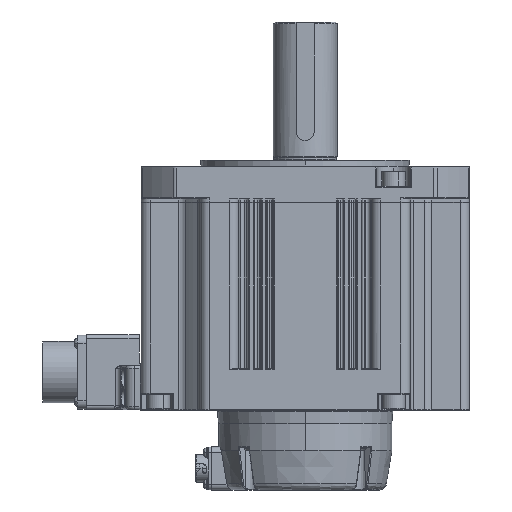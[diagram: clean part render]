
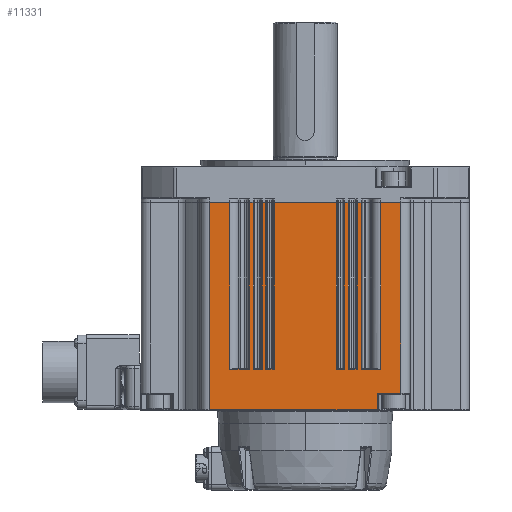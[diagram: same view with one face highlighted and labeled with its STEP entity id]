
A CAD part, left-side view. The second image highlights one B-rep face of the part: STEP entity #11331.
In plain terms, the highlighted planar face has unit normal (-1, 0, 0).
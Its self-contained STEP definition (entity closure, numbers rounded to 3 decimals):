
#139=CARTESIAN_POINT('',(-90.,52.5,44.5));
#140=VERTEX_POINT('',#139);
#148=CARTESIAN_POINT('',(-90.,41.337,44.5));
#149=VERTEX_POINT('',#148);
#150=CARTESIAN_POINT('',(-90.,52.5,44.5));
#151=DIRECTION('',(0.,-1.,0.));
#152=VECTOR('',#151,11.163);
#153=LINE('',#150,#152);
#154=EDGE_CURVE('',#140,#149,#153,.T.);
#209=CARTESIAN_POINT('',(-90.,30.624,44.5));
#210=VERTEX_POINT('',#209);
#218=CARTESIAN_POINT('',(-90.,28.54,44.5));
#219=VERTEX_POINT('',#218);
#220=CARTESIAN_POINT('',(-90.,30.624,44.5));
#221=DIRECTION('',(0.,-1.,0.));
#222=VECTOR('',#221,2.084);
#223=LINE('',#220,#222);
#224=EDGE_CURVE('',#210,#219,#223,.T.);
#278=CARTESIAN_POINT('',(-90.,23.624,44.5));
#279=VERTEX_POINT('',#278);
#287=CARTESIAN_POINT('',(-90.,21.54,44.5));
#288=VERTEX_POINT('',#287);
#289=CARTESIAN_POINT('',(-90.,23.624,44.5));
#290=DIRECTION('',(0.,-1.,0.));
#291=VECTOR('',#290,2.084);
#292=LINE('',#289,#291);
#293=EDGE_CURVE('',#279,#288,#292,.T.);
#347=CARTESIAN_POINT('',(-90.,17.042,44.5));
#348=VERTEX_POINT('',#347);
#356=CARTESIAN_POINT('',(-90.,-17.042,44.5));
#357=VERTEX_POINT('',#356);
#358=CARTESIAN_POINT('',(-90.,17.042,44.5));
#359=DIRECTION('',(0.,-1.,0.));
#360=VECTOR('',#359,34.084);
#361=LINE('',#358,#360);
#362=EDGE_CURVE('',#348,#357,#361,.T.);
#416=CARTESIAN_POINT('',(-90.,-21.54,44.5));
#417=VERTEX_POINT('',#416);
#425=CARTESIAN_POINT('',(-90.,-23.624,44.5));
#426=VERTEX_POINT('',#425);
#427=CARTESIAN_POINT('',(-90.,-21.54,44.5));
#428=DIRECTION('',(0.,-1.,0.));
#429=VECTOR('',#428,2.084);
#430=LINE('',#427,#429);
#431=EDGE_CURVE('',#417,#426,#430,.T.);
#485=CARTESIAN_POINT('',(-90.,-28.54,44.5));
#486=VERTEX_POINT('',#485);
#494=CARTESIAN_POINT('',(-90.,-30.624,44.5));
#495=VERTEX_POINT('',#494);
#496=CARTESIAN_POINT('',(-90.,-28.54,44.5));
#497=DIRECTION('',(0.,-1.,0.));
#498=VECTOR('',#497,2.084);
#499=LINE('',#496,#498);
#500=EDGE_CURVE('',#486,#495,#499,.T.);
#555=CARTESIAN_POINT('',(-90.,-41.337,44.5));
#556=VERTEX_POINT('',#555);
#564=CARTESIAN_POINT('',(-90.,-52.5,44.5));
#565=VERTEX_POINT('',#564);
#566=CARTESIAN_POINT('',(-90.,-41.337,44.5));
#567=DIRECTION('',(0.,-1.,0.));
#568=VECTOR('',#567,11.163);
#569=LINE('',#566,#568);
#570=EDGE_CURVE('',#556,#565,#569,.T.);
#3462=CARTESIAN_POINT('',(-90.,52.5,-69.));
#3463=VERTEX_POINT('',#3462);
#3471=CARTESIAN_POINT('',(-90.,52.5,44.5));
#3472=DIRECTION('',(0.,0.,-1.));
#3473=VECTOR('',#3472,113.5);
#3474=LINE('',#3471,#3473);
#3475=EDGE_CURVE('',#140,#3463,#3474,.T.);
#3601=CARTESIAN_POINT('',(-90.,30.624,-47.));
#3602=VERTEX_POINT('',#3601);
#3610=CARTESIAN_POINT('',(-90.,30.624,44.5));
#3611=DIRECTION('',(0.,0.,-1.));
#3612=VECTOR('',#3611,91.5);
#3613=LINE('',#3610,#3612);
#3614=EDGE_CURVE('',#210,#3602,#3613,.T.);
#3625=CARTESIAN_POINT('',(-90.,28.54,-47.));
#3626=VERTEX_POINT('',#3625);
#3627=CARTESIAN_POINT('',(-90.,28.54,44.5));
#3628=DIRECTION('',(0.,0.,-1.));
#3629=VECTOR('',#3628,91.5);
#3630=LINE('',#3627,#3629);
#3631=EDGE_CURVE('',#219,#3626,#3630,.T.);
#3747=CARTESIAN_POINT('',(-90.,23.624,-47.));
#3748=VERTEX_POINT('',#3747);
#3756=CARTESIAN_POINT('',(-90.,23.624,44.5));
#3757=DIRECTION('',(0.,0.,-1.));
#3758=VECTOR('',#3757,91.5);
#3759=LINE('',#3756,#3758);
#3760=EDGE_CURVE('',#279,#3748,#3759,.T.);
#3771=CARTESIAN_POINT('',(-90.,21.54,-47.));
#3772=VERTEX_POINT('',#3771);
#3773=CARTESIAN_POINT('',(-90.,21.54,44.5));
#3774=DIRECTION('',(0.,0.,-1.));
#3775=VECTOR('',#3774,91.5);
#3776=LINE('',#3773,#3775);
#3777=EDGE_CURVE('',#288,#3772,#3776,.T.);
#3893=CARTESIAN_POINT('',(-90.,17.042,-47.));
#3894=VERTEX_POINT('',#3893);
#3902=CARTESIAN_POINT('',(-90.,17.042,44.5));
#3903=DIRECTION('',(0.,0.,-1.));
#3904=VECTOR('',#3903,91.5);
#3905=LINE('',#3902,#3904);
#3906=EDGE_CURVE('',#348,#3894,#3905,.T.);
#3917=CARTESIAN_POINT('',(-90.,-17.042,-47.));
#3918=VERTEX_POINT('',#3917);
#3919=CARTESIAN_POINT('',(-90.,-17.042,44.5));
#3920=DIRECTION('',(0.,0.,-1.));
#3921=VECTOR('',#3920,91.5);
#3922=LINE('',#3919,#3921);
#3923=EDGE_CURVE('',#357,#3918,#3922,.T.);
#4039=CARTESIAN_POINT('',(-90.,-21.54,-47.));
#4040=VERTEX_POINT('',#4039);
#4048=CARTESIAN_POINT('',(-90.,-21.54,44.5));
#4049=DIRECTION('',(0.,0.,-1.));
#4050=VECTOR('',#4049,91.5);
#4051=LINE('',#4048,#4050);
#4052=EDGE_CURVE('',#417,#4040,#4051,.T.);
#4063=CARTESIAN_POINT('',(-90.,-23.624,-47.));
#4064=VERTEX_POINT('',#4063);
#4065=CARTESIAN_POINT('',(-90.,-23.624,44.5));
#4066=DIRECTION('',(0.,0.,-1.));
#4067=VECTOR('',#4066,91.5);
#4068=LINE('',#4065,#4067);
#4069=EDGE_CURVE('',#426,#4064,#4068,.T.);
#4185=CARTESIAN_POINT('',(-90.,-28.54,-47.));
#4186=VERTEX_POINT('',#4185);
#4194=CARTESIAN_POINT('',(-90.,-28.54,44.5));
#4195=DIRECTION('',(0.,0.,-1.));
#4196=VECTOR('',#4195,91.5);
#4197=LINE('',#4194,#4196);
#4198=EDGE_CURVE('',#486,#4186,#4197,.T.);
#4209=CARTESIAN_POINT('',(-90.,-30.624,-47.));
#4210=VERTEX_POINT('',#4209);
#4211=CARTESIAN_POINT('',(-90.,-30.624,44.5));
#4212=DIRECTION('',(0.,0.,-1.));
#4213=VECTOR('',#4212,91.5);
#4214=LINE('',#4211,#4213);
#4215=EDGE_CURVE('',#495,#4210,#4214,.T.);
#4348=CARTESIAN_POINT('',(-90.,-52.5,-60.));
#4349=VERTEX_POINT('',#4348);
#4350=CARTESIAN_POINT('',(-90.,-52.5,44.5));
#4351=DIRECTION('',(0.,0.,-1.));
#4352=VECTOR('',#4351,104.5);
#4353=LINE('',#4350,#4352);
#4354=EDGE_CURVE('',#565,#4349,#4353,.T.);
#11231=CARTESIAN_POINT('',(-90.,52.5,68.052));
#11232=DIRECTION('',(0.,0.,1.));
#11233=DIRECTION('',(-1.,0.,0.));
#11234=AXIS2_PLACEMENT_3D('',#11231,#11233,#11232);
#11235=PLANE('',#11234);
#11236=CARTESIAN_POINT('',(-90.,-39.5,-69.));
#11237=VERTEX_POINT('',#11236);
#11238=CARTESIAN_POINT('',(-90.,-39.5,-60.));
#11239=VERTEX_POINT('',#11238);
#11240=CARTESIAN_POINT('',(-90.,-39.5,-69.));
#11241=DIRECTION('',(0.,0.,1.));
#11242=VECTOR('',#11241,9.);
#11243=LINE('',#11240,#11242);
#11244=EDGE_CURVE('',#11237,#11239,#11243,.T.);
#11245=ORIENTED_EDGE('',*,*,#11244,.T.);
#11246=CARTESIAN_POINT('',(-90.,-39.5,-60.));
#11247=DIRECTION('',(0.,-1.,0.));
#11248=VECTOR('',#11247,13.);
#11249=LINE('',#11246,#11248);
#11250=EDGE_CURVE('',#11239,#4349,#11249,.T.);
#11251=ORIENTED_EDGE('',*,*,#11250,.T.);
#11252=ORIENTED_EDGE('',*,*,#4354,.F.);
#11253=ORIENTED_EDGE('',*,*,#570,.F.);
#11254=CARTESIAN_POINT('',(-90.,-41.337,-47.));
#11255=VERTEX_POINT('',#11254);
#11256=CARTESIAN_POINT('',(-90.,-41.337,44.5));
#11257=DIRECTION('',(0.,0.,-1.));
#11258=VECTOR('',#11257,91.5);
#11259=LINE('',#11256,#11258);
#11260=EDGE_CURVE('',#556,#11255,#11259,.T.);
#11261=ORIENTED_EDGE('',*,*,#11260,.T.);
#11262=CARTESIAN_POINT('',(-90.,-41.337,-47.));
#11263=DIRECTION('',(0.,1.,0.));
#11264=VECTOR('',#11263,10.712);
#11265=LINE('',#11262,#11264);
#11266=EDGE_CURVE('',#11255,#4210,#11265,.T.);
#11267=ORIENTED_EDGE('',*,*,#11266,.T.);
#11268=ORIENTED_EDGE('',*,*,#4215,.F.);
#11269=ORIENTED_EDGE('',*,*,#500,.F.);
#11270=ORIENTED_EDGE('',*,*,#4198,.T.);
#11271=CARTESIAN_POINT('',(-90.,-28.54,-47.));
#11272=DIRECTION('',(0.,1.,0.));
#11273=VECTOR('',#11272,4.916);
#11274=LINE('',#11271,#11273);
#11275=EDGE_CURVE('',#4186,#4064,#11274,.T.);
#11276=ORIENTED_EDGE('',*,*,#11275,.T.);
#11277=ORIENTED_EDGE('',*,*,#4069,.F.);
#11278=ORIENTED_EDGE('',*,*,#431,.F.);
#11279=ORIENTED_EDGE('',*,*,#4052,.T.);
#11280=CARTESIAN_POINT('',(-90.,-21.54,-47.));
#11281=DIRECTION('',(0.,1.,0.));
#11282=VECTOR('',#11281,4.499);
#11283=LINE('',#11280,#11282);
#11284=EDGE_CURVE('',#4040,#3918,#11283,.T.);
#11285=ORIENTED_EDGE('',*,*,#11284,.T.);
#11286=ORIENTED_EDGE('',*,*,#3923,.F.);
#11287=ORIENTED_EDGE('',*,*,#362,.F.);
#11288=ORIENTED_EDGE('',*,*,#3906,.T.);
#11289=CARTESIAN_POINT('',(-90.,17.042,-47.));
#11290=DIRECTION('',(0.,1.,0.));
#11291=VECTOR('',#11290,4.499);
#11292=LINE('',#11289,#11291);
#11293=EDGE_CURVE('',#3894,#3772,#11292,.T.);
#11294=ORIENTED_EDGE('',*,*,#11293,.T.);
#11295=ORIENTED_EDGE('',*,*,#3777,.F.);
#11296=ORIENTED_EDGE('',*,*,#293,.F.);
#11297=ORIENTED_EDGE('',*,*,#3760,.T.);
#11298=CARTESIAN_POINT('',(-90.,23.624,-47.));
#11299=DIRECTION('',(0.,1.,0.));
#11300=VECTOR('',#11299,4.916);
#11301=LINE('',#11298,#11300);
#11302=EDGE_CURVE('',#3748,#3626,#11301,.T.);
#11303=ORIENTED_EDGE('',*,*,#11302,.T.);
#11304=ORIENTED_EDGE('',*,*,#3631,.F.);
#11305=ORIENTED_EDGE('',*,*,#224,.F.);
#11306=ORIENTED_EDGE('',*,*,#3614,.T.);
#11307=CARTESIAN_POINT('',(-90.,41.337,-47.));
#11308=VERTEX_POINT('',#11307);
#11309=CARTESIAN_POINT('',(-90.,30.624,-47.));
#11310=DIRECTION('',(0.,1.,0.));
#11311=VECTOR('',#11310,10.712);
#11312=LINE('',#11309,#11311);
#11313=EDGE_CURVE('',#3602,#11308,#11312,.T.);
#11314=ORIENTED_EDGE('',*,*,#11313,.T.);
#11315=CARTESIAN_POINT('',(-90.,41.337,44.5));
#11316=DIRECTION('',(0.,0.,-1.));
#11317=VECTOR('',#11316,91.5);
#11318=LINE('',#11315,#11317);
#11319=EDGE_CURVE('',#149,#11308,#11318,.T.);
#11320=ORIENTED_EDGE('',*,*,#11319,.F.);
#11321=ORIENTED_EDGE('',*,*,#154,.F.);
#11322=ORIENTED_EDGE('',*,*,#3475,.T.);
#11323=CARTESIAN_POINT('',(-90.,52.5,-69.));
#11324=DIRECTION('',(0.,-1.,0.));
#11325=VECTOR('',#11324,92.);
#11326=LINE('',#11323,#11325);
#11327=EDGE_CURVE('',#3463,#11237,#11326,.T.);
#11328=ORIENTED_EDGE('',*,*,#11327,.T.);
#11329=EDGE_LOOP('',(#11245,#11251,#11252,#11253,#11261,#11267,#11268,#11269,#11270,#11276,#11277,#11278,#11279,#11285,#11286,#11287,#11288,#11294,#11295,#11296,#11297,#11303,#11304,#11305,#11306,#11314,#11320,#11321,#11322,#11328));
#11330=FACE_OUTER_BOUND('',#11329,.T.);
#11331=ADVANCED_FACE('',(#11330),#11235,.T.);
